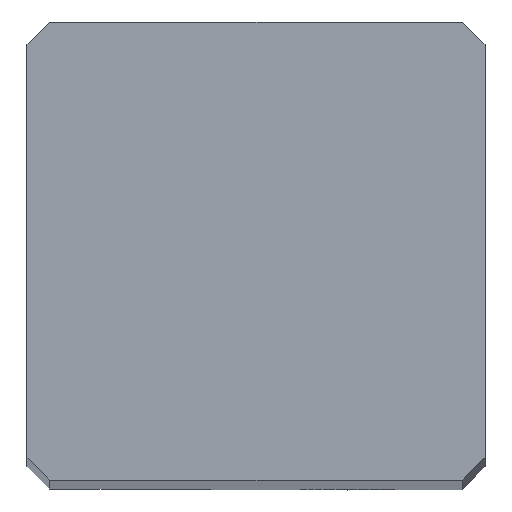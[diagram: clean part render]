
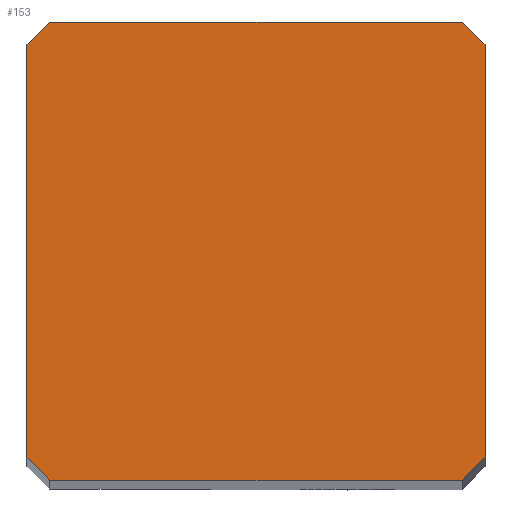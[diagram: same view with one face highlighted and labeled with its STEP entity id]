
A CAD part, top view. The second image highlights one B-rep face of the part: STEP entity #153.
In plain terms, the highlighted planar face has unit normal (0, 0, 1).
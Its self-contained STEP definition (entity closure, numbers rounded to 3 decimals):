
#100=FACE_OUTER_BOUND('',#283,.T.);
#153=ADVANCED_FACE('',(#100),#208,.T.);
#208=PLANE('',#1127);
#283=EDGE_LOOP('',(#353,#354,#355,#356,#357,#358,#359,#360));
#353=ORIENTED_EDGE('',*,*,#750,.F.);
#354=ORIENTED_EDGE('',*,*,#751,.T.);
#355=ORIENTED_EDGE('',*,*,#738,.T.);
#356=ORIENTED_EDGE('',*,*,#749,.T.);
#357=ORIENTED_EDGE('',*,*,#752,.T.);
#358=ORIENTED_EDGE('',*,*,#753,.T.);
#359=ORIENTED_EDGE('',*,*,#754,.T.);
#360=ORIENTED_EDGE('',*,*,#755,.T.);
#637=VERTEX_POINT('',#1540);
#639=VERTEX_POINT('',#1543);
#647=VERTEX_POINT('',#1563);
#648=VERTEX_POINT('',#1567);
#649=VERTEX_POINT('',#1568);
#650=VERTEX_POINT('',#1571);
#651=VERTEX_POINT('',#1573);
#652=VERTEX_POINT('',#1575);
#738=EDGE_CURVE('',#639,#637,#888,.T.);
#749=EDGE_CURVE('',#637,#647,#897,.T.);
#750=EDGE_CURVE('',#648,#649,#898,.T.);
#751=EDGE_CURVE('',#648,#639,#899,.T.);
#752=EDGE_CURVE('',#647,#650,#900,.T.);
#753=EDGE_CURVE('',#650,#651,#901,.T.);
#754=EDGE_CURVE('',#651,#652,#902,.T.);
#755=EDGE_CURVE('',#652,#649,#903,.T.);
#888=LINE('',#1542,#969);
#897=LINE('',#1564,#978);
#898=LINE('',#1566,#979);
#899=LINE('',#1569,#980);
#900=LINE('',#1570,#981);
#901=LINE('',#1572,#982);
#902=LINE('',#1574,#983);
#903=LINE('',#1576,#984);
#969=VECTOR('',#1245,1.);
#978=VECTOR('',#1262,1.);
#979=VECTOR('',#1265,1.);
#980=VECTOR('',#1266,1.);
#981=VECTOR('',#1267,1.);
#982=VECTOR('',#1268,1.);
#983=VECTOR('',#1269,1.);
#984=VECTOR('',#1270,1.);
#1127=AXIS2_PLACEMENT_3D('',#1577,#1271,#1272);
#1245=DIRECTION('',(1.,0.,0.));
#1262=DIRECTION('',(0.707,0.707,0.));
#1265=DIRECTION('',(0.,1.,0.));
#1266=DIRECTION('',(0.707,-0.707,0.));
#1267=DIRECTION('',(0.,1.,0.));
#1268=DIRECTION('',(-0.707,0.707,0.));
#1269=DIRECTION('',(-1.,0.,0.));
#1270=DIRECTION('',(-0.707,-0.707,0.));
#1271=DIRECTION('',(0.,0.,1.));
#1272=DIRECTION('',(-1.,0.,0.));
#1540=CARTESIAN_POINT('',(9.5,0.,0.));
#1542=CARTESIAN_POINT('',(0.5,0.,0.));
#1543=CARTESIAN_POINT('',(0.5,0.,0.));
#1563=CARTESIAN_POINT('',(10.,0.5,0.));
#1564=CARTESIAN_POINT('',(9.5,0.,0.));
#1566=CARTESIAN_POINT('',(0.,0.5,0.));
#1567=CARTESIAN_POINT('',(0.,0.5,0.));
#1568=CARTESIAN_POINT('',(0.,9.5,0.));
#1569=CARTESIAN_POINT('',(0.,0.5,0.));
#1570=CARTESIAN_POINT('',(10.,0.5,0.));
#1571=CARTESIAN_POINT('',(10.,9.5,0.));
#1572=CARTESIAN_POINT('',(10.,9.5,0.));
#1573=CARTESIAN_POINT('',(9.5,10.,0.));
#1574=CARTESIAN_POINT('',(9.5,10.,0.));
#1575=CARTESIAN_POINT('',(0.5,10.,0.));
#1576=CARTESIAN_POINT('',(0.5,10.,0.));
#1577=CARTESIAN_POINT('',(5.,5.,0.));
